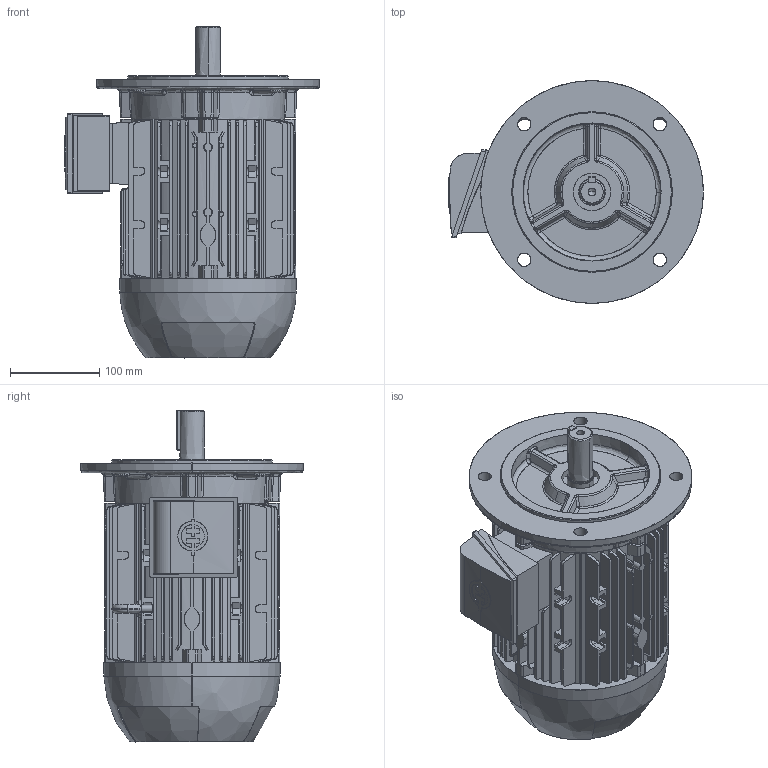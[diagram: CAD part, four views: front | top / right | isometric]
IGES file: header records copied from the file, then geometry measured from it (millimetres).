
Start section: SolidWorks IGES file using analytic representation for surfaces
Global section: file name: 100M_SP_FF_RIGHT.igs; native system: SolidWorks 2020; preprocessor: SolidWorks 2020; author: dias; date: 220609.164203; units: millimetre
Bounding box: 285.87 x 249.9 x 372.5 mm (x, y, z)
Surface area: 645582.8 mm2 (no closed solid volume)
Topology: 0 solids, 0 shells, 1576 faces, 16741 edges, 16718 vertices
Faces by surface type: bspline 1059, revolution 517
